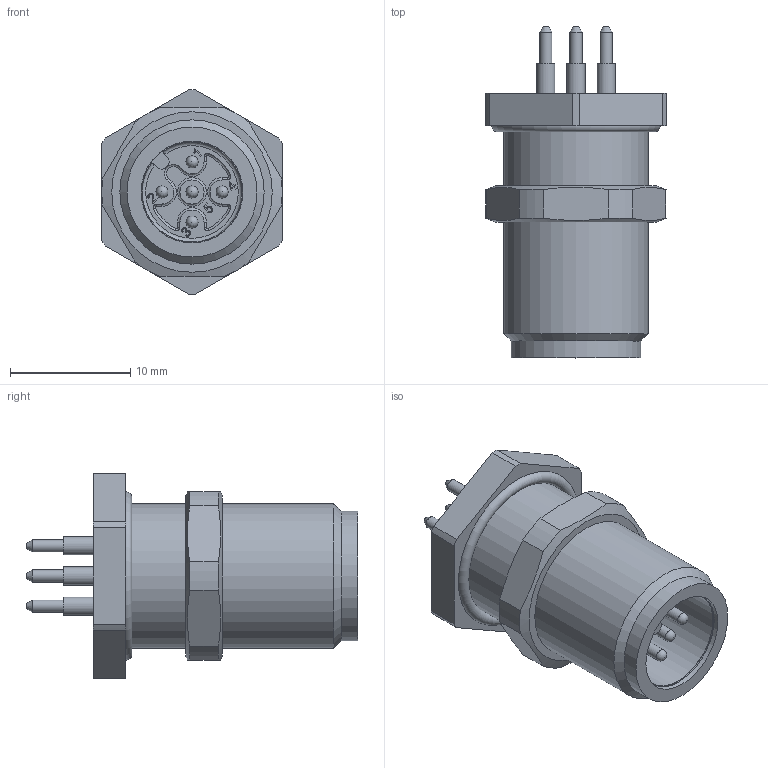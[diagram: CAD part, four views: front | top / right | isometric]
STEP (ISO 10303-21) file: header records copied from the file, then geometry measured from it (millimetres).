
FILE_DESCRIPTION(/* description */ (''),/* implementation_level */ '2;1');
FILE_NAME(/* name */ 'AL-FHM12SUA5-P_M12.stp',/* time_stamp */ '2018-03-22T16:47:06+01:00',/* author */ (''),/* organization */ (''),/* preprocessor_version */ 'ST-DEVELOPER v16',/* originating_system */ 'SIEMENS PLM Software NX 10.0',/* authorisation */ '');
FILE_SCHEMA (('AUTOMOTIVE_DESIGN { 1 0 10303 214 3 1 1 1 }'));
Length unit declared in the file: millimetre
Products named in the file (1): AL-FHM12SUA5-P_M12
Bounding box: 15 x 27.6 x 17 mm (x, y, z)
Volume: 2409.7 mm3; surface area: 1863.3 mm2
Topology: 1 solids, 1 shells, 199 faces, 507 edges, 332 vertices
Faces by surface type: plane 80, cylinder 56, extrusion 32, torus 11, cone 9, bspline 6, sphere 5
Full cylindrical faces by diameter (mm): 1 x10, 1.5 x5, 2 x1, 8.4 x1, 10.8 x1, 12 x2
Entity records: 6059 total; most frequent: CARTESIAN_POINT 1585, ORIENTED_EDGE 888, DIRECTION 867, EDGE_CURVE 444, AXIS2_PLACEMENT_3D 307, VERTEX_POINT 305, EDGE_LOOP 257, VECTOR 253
